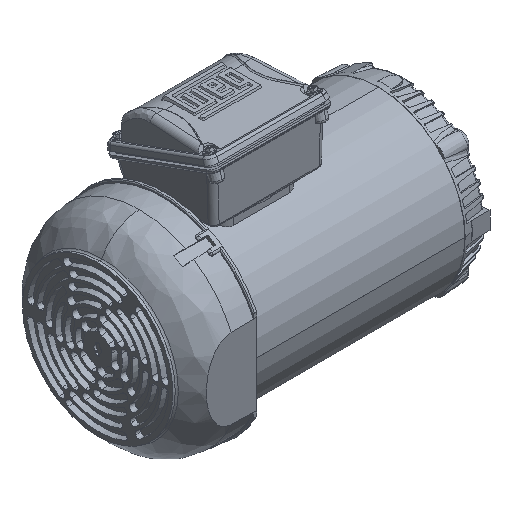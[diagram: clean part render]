
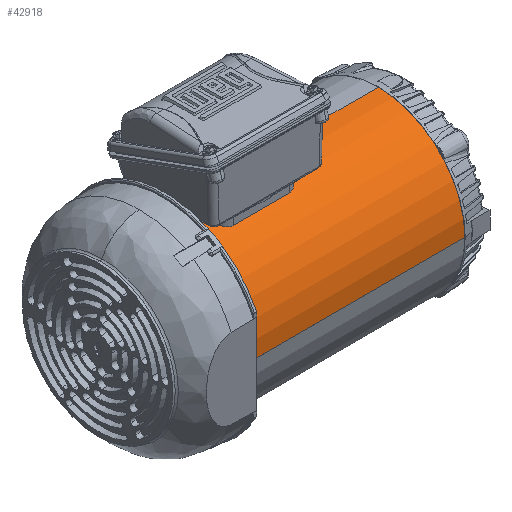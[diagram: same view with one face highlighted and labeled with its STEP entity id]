
A CAD part, isometric view. The second image highlights one B-rep face of the part: STEP entity #42918.
In plain terms, the highlighted cylindrical face has radius 81.875 mm (diameter 163.75 mm), a partial arc.
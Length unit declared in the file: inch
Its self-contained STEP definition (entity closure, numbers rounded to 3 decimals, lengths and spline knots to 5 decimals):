
#553 = DIRECTION ( 'NONE',  ( 1., 0., 0. ) ) ;
#2320 = CARTESIAN_POINT ( 'NONE',  ( 3.23621, -0.55125, 3.22343 ) ) ;
#2723 = CIRCLE ( 'NONE', #26990, 3.22343 ) ;
#2852 = VERTEX_POINT ( 'NONE', #16901 ) ;
#4271 = EDGE_CURVE ( 'NONE', #2852, #42386, #17963, .T. ) ;
#7638 = CARTESIAN_POINT ( 'NONE',  ( -4.63781, -0.55125, 0. ) ) ;
#8040 = DIRECTION ( 'NONE',  ( -1., 0., 0. ) ) ;
#10385 = EDGE_LOOP ( 'NONE', ( #22923, #47827, #34622, #35797 ) ) ;
#10625 = DIRECTION ( 'NONE',  ( 1., 0., 0. ) ) ;
#10847 = CARTESIAN_POINT ( 'NONE',  ( 24.31167, -3.77467, 0.00056 ) ) ;
#12101 = EDGE_CURVE ( 'NONE', #24302, #41915, #26172, .T. ) ;
#13263 = EDGE_CURVE ( 'NONE', #42386, #24302, #45625, .T. ) ;
#13550 = CARTESIAN_POINT ( 'NONE',  ( 24.31167, -0.55125, 0. ) ) ;
#14159 = CARTESIAN_POINT ( 'NONE',  ( 3.23621, -3.77467, 0.00056 ) ) ;
#14414 = VECTOR ( 'NONE', #10625, 39.37008 ) ;
#16901 = CARTESIAN_POINT ( 'NONE',  ( -4.63781, -3.77467, 0.00056 ) ) ;
#17963 = LINE ( 'NONE', #10847, #14414 ) ;
#18350 = CARTESIAN_POINT ( 'NONE',  ( 24.31167, -0.55125, 3.22343 ) ) ;
#18573 = DIRECTION ( 'NONE',  ( -1., 0., 0. ) ) ;
#22923 = ORIENTED_EDGE ( 'NONE', *, *, #13263, .T. ) ;
#24302 = VERTEX_POINT ( 'NONE', #2320 ) ;
#24521 = AXIS2_PLACEMENT_3D ( 'NONE', #26403, #8040, #34237 ) ;
#26172 = LINE ( 'NONE', #18350, #43198 ) ;
#26403 = CARTESIAN_POINT ( 'NONE',  ( 3.23621, -0.55125, 0. ) ) ;
#26990 = AXIS2_PLACEMENT_3D ( 'NONE', #7638, #553, #45616 ) ;
#28723 = DIRECTION ( 'NONE',  ( -1., 0., 0. ) ) ;
#31922 = DIRECTION ( 'NONE',  ( 0., 0., 1. ) ) ;
#34237 = DIRECTION ( 'NONE',  ( 0., 0., 1. ) ) ;
#34622 = ORIENTED_EDGE ( 'NONE', *, *, #39080, .T. ) ;
#35040 = CARTESIAN_POINT ( 'NONE',  ( -4.63781, -0.55125, 3.22343 ) ) ;
#35797 = ORIENTED_EDGE ( 'NONE', *, *, #4271, .T. ) ;
#38291 = AXIS2_PLACEMENT_3D ( 'NONE', #13550, #28723, #31922 ) ;
#39080 = EDGE_CURVE ( 'NONE', #41915, #2852, #2723, .T. ) ;
#41915 = VERTEX_POINT ( 'NONE', #35040 ) ;
#42386 = VERTEX_POINT ( 'NONE', #14159 ) ;
#42918 = ADVANCED_FACE ( 'NONE', ( #47102 ), #43683, .T. ) ;
#43198 = VECTOR ( 'NONE', #18573, 39.37008 ) ;
#43683 = CYLINDRICAL_SURFACE ( 'NONE', #38291, 3.22343 ) ;
#45616 = DIRECTION ( 'NONE',  ( 0., 0., 1. ) ) ;
#45625 = CIRCLE ( 'NONE', #24521, 3.22343 ) ;
#47102 = FACE_OUTER_BOUND ( 'NONE', #10385, .T. ) ;
#47827 = ORIENTED_EDGE ( 'NONE', *, *, #12101, .T. ) ;
